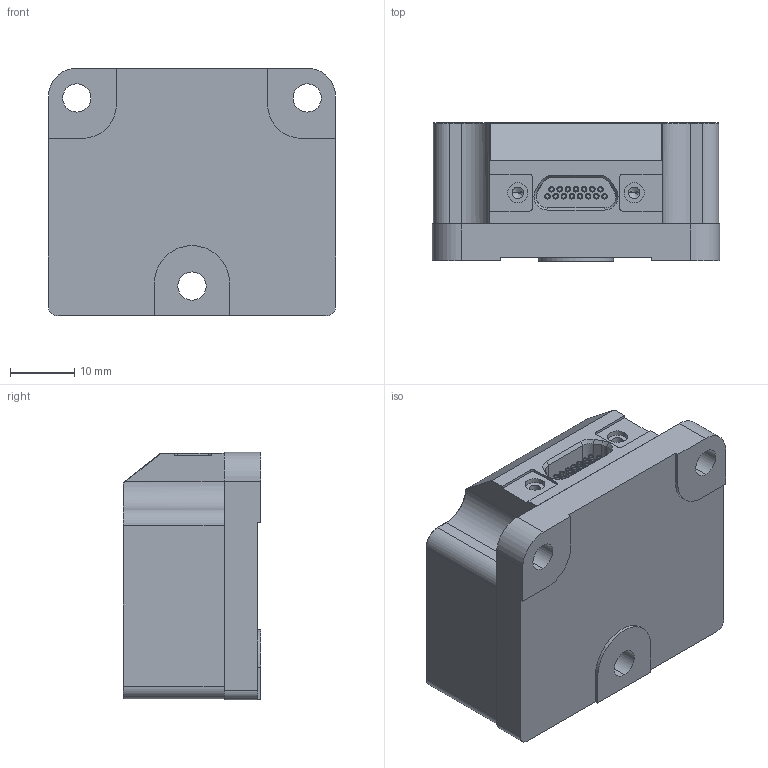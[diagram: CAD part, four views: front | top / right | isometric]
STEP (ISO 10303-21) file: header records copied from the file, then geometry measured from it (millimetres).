
FILE_DESCRIPTION (( 'STEP AP214' ), '1' );
FILE_NAME ('T16.STEP', '2022-01-11T12:27:33', ( '' ), ( '' ), 'SwSTEP 2.0', 'SolidWorks 2020', '' );
FILE_SCHEMA (( 'AUTOMOTIVE_DESIGN' ));
Length unit declared in the file: millimetre
Products named in the file (1): T16
Bounding box: 44.75 x 21.5 x 38.6 mm (x, y, z)
Volume: 31953.2 mm3; surface area: 7976.4 mm2
Topology: 1 solids, 1 shells, 290 faces, 692 edges, 437 vertices
Faces by surface type: cylinder 138, plane 101, cone 39, torus 8, bspline 2, sphere 2
Entity records: 11661 total; most frequent: DIRECTION 1587, CARTESIAN_POINT 1454, ORIENTED_EDGE 1372, EDGE_CURVE 686, AXIS2_PLACEMENT_3D 618, VERTEX_POINT 437, VECTOR 351, LINE 351
